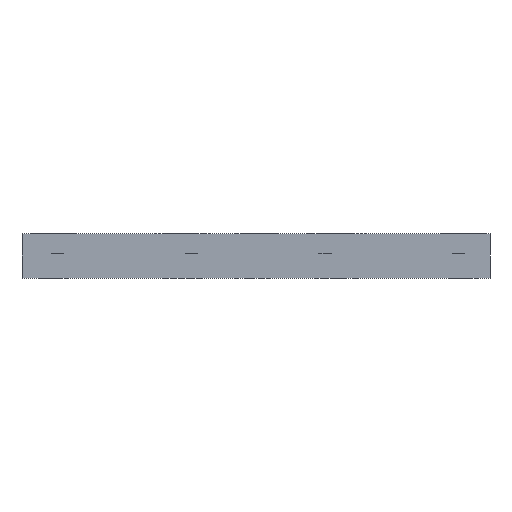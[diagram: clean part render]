
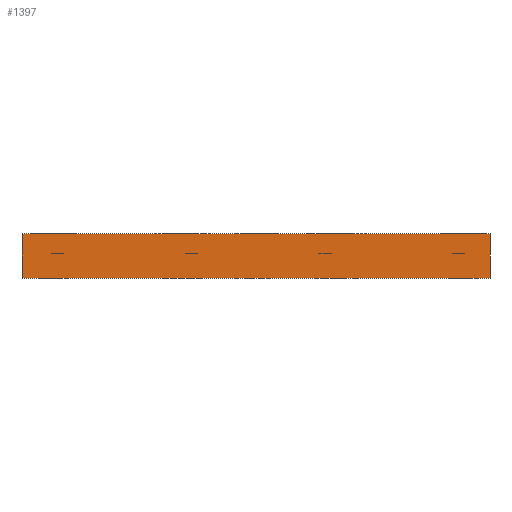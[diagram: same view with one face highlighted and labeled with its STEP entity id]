
A CAD part, front view. The second image highlights one B-rep face of the part: STEP entity #1397.
In plain terms, the highlighted planar face has unit normal (0, -1, 0).
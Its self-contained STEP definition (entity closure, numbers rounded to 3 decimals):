
#55 = CARTESIAN_POINT ( 'NONE',  ( 0., 0., 10. ) ) ;
#80 = CARTESIAN_POINT ( 'NONE',  ( 0., 0., 10. ) ) ;
#161 = CARTESIAN_POINT ( 'NONE',  ( 0., 0., 0. ) ) ;
#186 = CARTESIAN_POINT ( 'NONE',  ( 0., 0., 10. ) ) ;
#296 = DIRECTION ( 'NONE',  ( 1., 0., 0. ) ) ;
#351 = ORIENTED_EDGE ( 'NONE', *, *, #1656, .T. ) ;
#380 = VECTOR ( 'NONE', #1514, 1000. ) ;
#499 = CARTESIAN_POINT ( 'NONE',  ( -105., 0., 10. ) ) ;
#544 = VECTOR ( 'NONE', #628, 1000. ) ;
#580 = CARTESIAN_POINT ( 'NONE',  ( 0., 0., 10. ) ) ;
#628 = DIRECTION ( 'NONE',  ( 0., 0., -1. ) ) ;
#653 = CARTESIAN_POINT ( 'NONE',  ( -105., 0., 10. ) ) ;
#657 = PLANE ( 'NONE',  #1768 ) ;
#671 = EDGE_CURVE ( 'NONE', #962, #972, #1686, .T. ) ;
#771 = EDGE_CURVE ( 'NONE', #1689, #1374, #1416, .T. ) ;
#812 = CARTESIAN_POINT ( 'NONE',  ( 0., 0., 0. ) ) ;
#908 = LINE ( 'NONE', #186, #965 ) ;
#951 = FACE_OUTER_BOUND ( 'NONE', #1835, .T. ) ;
#962 = VERTEX_POINT ( 'NONE', #499 ) ;
#965 = VECTOR ( 'NONE', #296, 1000. ) ;
#971 = VECTOR ( 'NONE', #980, 1000. ) ;
#972 = VERTEX_POINT ( 'NONE', #1702 ) ;
#980 = DIRECTION ( 'NONE',  ( 0., 0., -1. ) ) ;
#1110 = DIRECTION ( 'NONE',  ( -1., 0., 0. ) ) ;
#1374 = VERTEX_POINT ( 'NONE', #812 ) ;
#1379 = DIRECTION ( 'NONE',  ( 0., 1., 0. ) ) ;
#1397 = ADVANCED_FACE ( 'NONE', ( #951 ), #657, .F. ) ;
#1416 = LINE ( 'NONE', #80, #971 ) ;
#1514 = DIRECTION ( 'NONE',  ( 1., 0., 0. ) ) ;
#1597 = ORIENTED_EDGE ( 'NONE', *, *, #1737, .F. ) ;
#1646 = LINE ( 'NONE', #161, #380 ) ;
#1656 = EDGE_CURVE ( 'NONE', #972, #1374, #1646, .T. ) ;
#1686 = LINE ( 'NONE', #653, #544 ) ;
#1689 = VERTEX_POINT ( 'NONE', #580 ) ;
#1702 = CARTESIAN_POINT ( 'NONE',  ( -105., 0., 0. ) ) ;
#1737 = EDGE_CURVE ( 'NONE', #962, #1689, #908, .T. ) ;
#1768 = AXIS2_PLACEMENT_3D ( 'NONE', #55, #1379, #1110 ) ;
#1785 = ORIENTED_EDGE ( 'NONE', *, *, #771, .F. ) ;
#1835 = EDGE_LOOP ( 'NONE', ( #351, #1785, #1597, #1841 ) ) ;
#1841 = ORIENTED_EDGE ( 'NONE', *, *, #671, .T. ) ;
